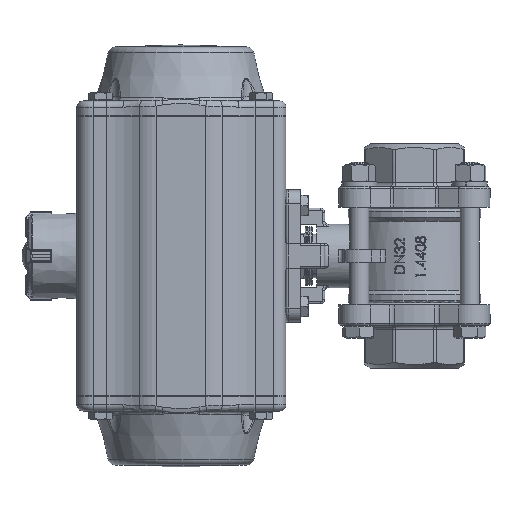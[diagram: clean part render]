
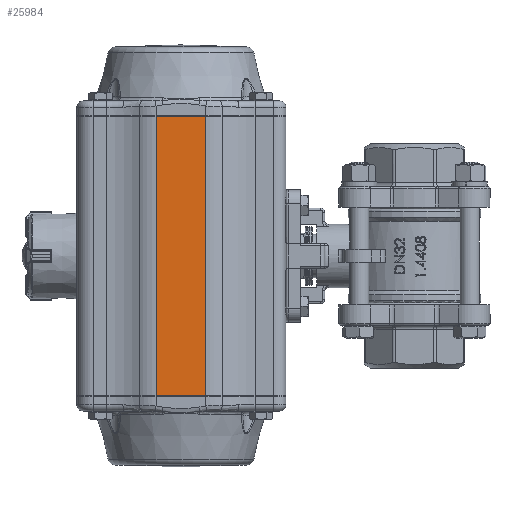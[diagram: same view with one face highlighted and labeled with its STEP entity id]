
A CAD part, left-side view. The second image highlights one B-rep face of the part: STEP entity #25984.
In plain terms, the highlighted face is planar.
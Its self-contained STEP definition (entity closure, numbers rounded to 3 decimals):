
#10033=ORIENTED_EDGE('',*,*,#14263,.T.);
#10034=ORIENTED_EDGE('',*,*,#14331,.F.);
#10035=ORIENTED_EDGE('',*,*,#14289,.F.);
#10036=ORIENTED_EDGE('',*,*,#14332,.T.);
#14263=EDGE_CURVE('',#16951,#16950,#18577,.T.);
#14289=EDGE_CURVE('',#16976,#16977,#18588,.T.);
#14331=EDGE_CURVE('',#16977,#16950,#18610,.T.);
#14332=EDGE_CURVE('',#16976,#16951,#18611,.T.);
#16950=VERTEX_POINT('',#76436);
#16951=VERTEX_POINT('',#76438);
#16976=VERTEX_POINT('',#76489);
#16977=VERTEX_POINT('',#76491);
#18577=LINE('',#76437,#20184);
#18588=LINE('',#76490,#20195);
#18610=LINE('',#76572,#20217);
#18611=LINE('',#76574,#20218);
#20184=VECTOR('',#34877,1000.);
#20195=VECTOR('',#34920,1000.);
#20217=VECTOR('',#34998,1000.);
#20218=VECTOR('',#35001,1000.);
#21995=EDGE_LOOP('',(#10033,#10034,#10035,#10036));
#23846=FACE_BOUND('',#21995,.T.);
#24549=PLANE('',#28701);
#25984=ADVANCED_FACE('',(#23846),#24549,.F.);
#28701=AXIS2_PLACEMENT_3D('',#76573,#34999,#35000);
#34877=DIRECTION('',(0.,1.,0.));
#34920=DIRECTION('',(0.,1.,0.));
#34998=DIRECTION('',(0.,0.,-1.));
#34999=DIRECTION('',(-1.,0.,0.));
#35000=DIRECTION('',(0.,0.,1.));
#35001=DIRECTION('',(0.,0.,-1.));
#76436=CARTESIAN_POINT('',(42.5,12.191,-68.5));
#76437=CARTESIAN_POINT('',(42.5,-12.191,-68.5));
#76438=CARTESIAN_POINT('',(42.5,-12.191,-68.5));
#76489=CARTESIAN_POINT('',(42.5,-12.191,68.5));
#76490=CARTESIAN_POINT('',(42.5,-12.191,68.5));
#76491=CARTESIAN_POINT('',(42.5,12.191,68.5));
#76572=CARTESIAN_POINT('',(42.5,12.191,68.5));
#76573=CARTESIAN_POINT('',(42.5,-12.191,68.5));
#76574=CARTESIAN_POINT('',(42.5,-12.191,68.5));
